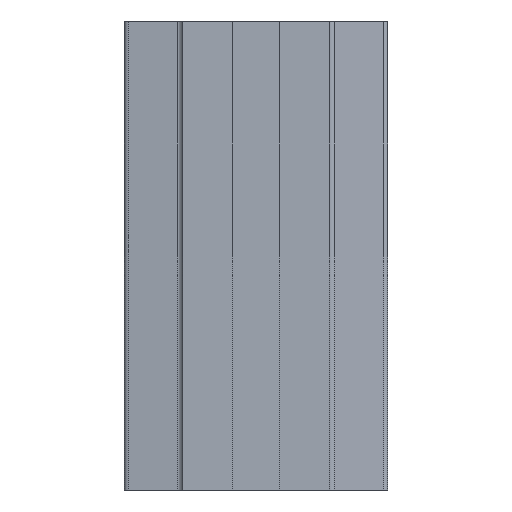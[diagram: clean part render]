
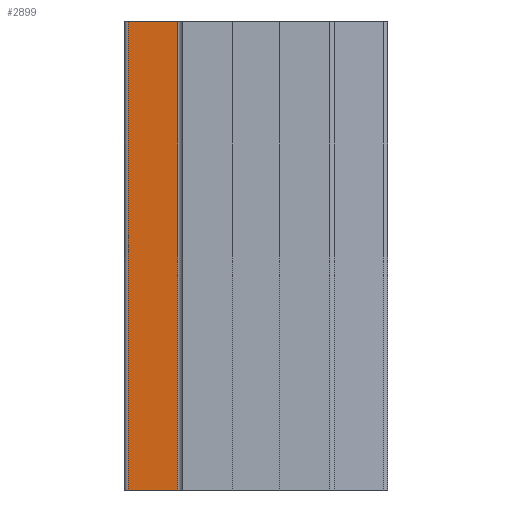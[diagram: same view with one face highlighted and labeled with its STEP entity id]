
A CAD part, front view. The second image highlights one B-rep face of the part: STEP entity #2899.
In plain terms, the highlighted planar face has unit normal (-0.09, -0.996, 0).
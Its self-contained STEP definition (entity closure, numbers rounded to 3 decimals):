
#31 = VECTOR ( 'NONE', #6960, 1000. ) ;
#121 = LINE ( 'NONE', #1937, #31 ) ;
#122 = CARTESIAN_POINT ( 'NONE',  ( -13.409, -78.917, 40. ) ) ;
#494 = EDGE_CURVE ( 'NONE', #4312, #6099, #5787, .T. ) ;
#697 = CARTESIAN_POINT ( 'NONE',  ( -21.85, -78.15, 40. ) ) ;
#1207 = CARTESIAN_POINT ( 'NONE',  ( -21.85, -78.15, 40. ) ) ;
#1345 = CARTESIAN_POINT ( 'NONE',  ( -21.85, -78.15, 40. ) ) ;
#1779 = DIRECTION ( 'NONE',  ( 0.091, 0.996, 0. ) ) ;
#1886 = LINE ( 'NONE', #697, #4713 ) ;
#1937 = CARTESIAN_POINT ( 'NONE',  ( -21.85, -78.15, -40. ) ) ;
#2035 = LINE ( 'NONE', #122, #4006 ) ;
#2058 = EDGE_CURVE ( 'NONE', #6099, #3128, #2035, .T. ) ;
#2116 = CARTESIAN_POINT ( 'NONE',  ( -13.409, -78.917, -40. ) ) ;
#2203 = FACE_OUTER_BOUND ( 'NONE', #3048, .T. ) ;
#2407 = CARTESIAN_POINT ( 'NONE',  ( -21.85, -78.15, 40. ) ) ;
#2533 = ORIENTED_EDGE ( 'NONE', *, *, #3570, .T. ) ;
#2560 = VERTEX_POINT ( 'NONE', #6953 ) ;
#2787 = VECTOR ( 'NONE', #6245, 1000. ) ;
#2899 = ADVANCED_FACE ( 'NONE', ( #2203 ), #5126, .F. ) ;
#3048 = EDGE_LOOP ( 'NONE', ( #2533, #5527, #6816, #4284 ) ) ;
#3128 = VERTEX_POINT ( 'NONE', #2116 ) ;
#3570 = EDGE_CURVE ( 'NONE', #2560, #3128, #121, .T. ) ;
#4006 = VECTOR ( 'NONE', #5682, 1000. ) ;
#4284 = ORIENTED_EDGE ( 'NONE', *, *, #6422, .T. ) ;
#4312 = VERTEX_POINT ( 'NONE', #1207 ) ;
#4327 = CARTESIAN_POINT ( 'NONE',  ( -13.409, -78.917, 40. ) ) ;
#4713 = VECTOR ( 'NONE', #5051, 1000. ) ;
#5051 = DIRECTION ( 'NONE',  ( 0., 0., -1. ) ) ;
#5126 = PLANE ( 'NONE',  #5489 ) ;
#5195 = DIRECTION ( 'NONE',  ( -0.996, 0.091, 0. ) ) ;
#5489 = AXIS2_PLACEMENT_3D ( 'NONE', #1345, #1779, #5195 ) ;
#5527 = ORIENTED_EDGE ( 'NONE', *, *, #2058, .F. ) ;
#5682 = DIRECTION ( 'NONE',  ( 0., 0., -1. ) ) ;
#5787 = LINE ( 'NONE', #2407, #2787 ) ;
#6099 = VERTEX_POINT ( 'NONE', #4327 ) ;
#6245 = DIRECTION ( 'NONE',  ( 0.996, -0.091, 0. ) ) ;
#6422 = EDGE_CURVE ( 'NONE', #4312, #2560, #1886, .T. ) ;
#6816 = ORIENTED_EDGE ( 'NONE', *, *, #494, .F. ) ;
#6953 = CARTESIAN_POINT ( 'NONE',  ( -21.85, -78.15, -40. ) ) ;
#6960 = DIRECTION ( 'NONE',  ( 0.996, -0.091, 0. ) ) ;
